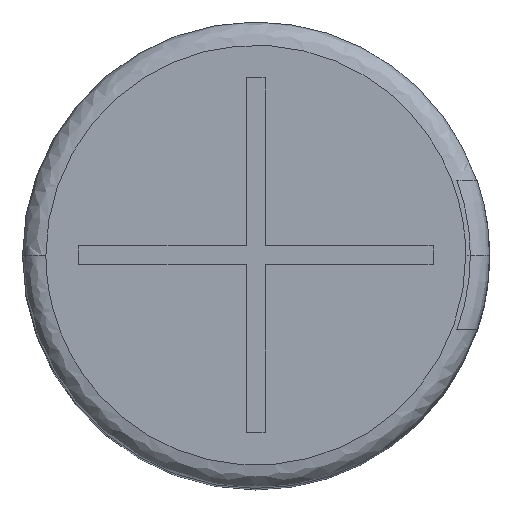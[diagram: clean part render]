
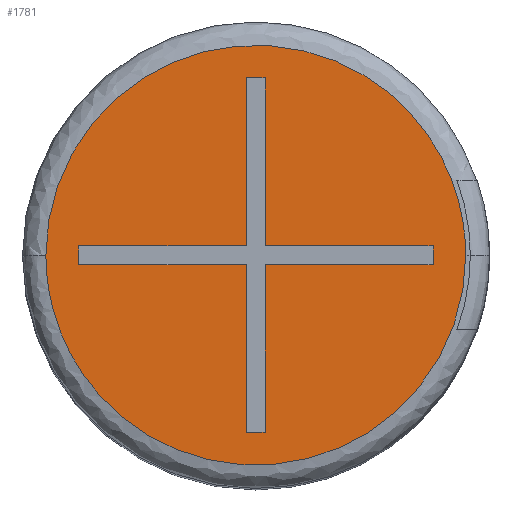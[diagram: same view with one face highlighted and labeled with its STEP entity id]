
A CAD part, top view. The second image highlights one B-rep face of the part: STEP entity #1781.
In plain terms, the highlighted planar face has unit normal (0, 0, 1).
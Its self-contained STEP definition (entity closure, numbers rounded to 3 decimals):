
#19 = ORIENTED_EDGE ( 'NONE', *, *, #2703, .F. ) ;
#71 = CARTESIAN_POINT ( 'NONE',  ( 4.5, -9., 20. ) ) ;
#88 = ORIENTED_EDGE ( 'NONE', *, *, #2513, .F. ) ;
#92 = VECTOR ( 'NONE', #2890, 1000. ) ;
#134 = CARTESIAN_POINT ( 'NONE',  ( -4.5, 9., 20. ) ) ;
#165 = CARTESIAN_POINT ( 'NONE',  ( -0.2, 3.8, 20. ) ) ;
#172 = ORIENTED_EDGE ( 'NONE', *, *, #2386, .F. ) ;
#185 = DIRECTION ( 'NONE',  ( 1., 0., 0. ) ) ;
#215 = FACE_OUTER_BOUND ( 'NONE', #2366, .T. ) ;
#216 = CARTESIAN_POINT ( 'NONE',  ( -3.8, 0.2, 20. ) ) ;
#229 = ORIENTED_EDGE ( 'NONE', *, *, #739, .F. ) ;
#239 = EDGE_CURVE ( 'NONE', #877, #2344, #583, .T. ) ;
#255 = CARTESIAN_POINT ( 'NONE',  ( 0.2, -0.2, 20. ) ) ;
#266 = AXIS2_PLACEMENT_3D ( 'NONE', #2765, #2722, #1008 ) ;
#351 = CARTESIAN_POINT ( 'NONE',  ( 0.2, 0., 20. ) ) ;
#424 = LINE ( 'NONE', #2622, #2217 ) ;
#480 = CARTESIAN_POINT ( 'NONE',  ( -0.2, -0.2, 20. ) ) ;
#484 = CARTESIAN_POINT ( 'NONE',  ( -0.2, -3.8, 20. ) ) ;
#519 = ORIENTED_EDGE ( 'NONE', *, *, #2174, .F. ) ;
#535 = VERTEX_POINT ( 'NONE', #2169 ) ;
#583 = LINE ( 'NONE', #1710, #1497 ) ;
#650 = EDGE_CURVE ( 'NONE', #3517, #884, #2493, .T. ) ;
#693 = CARTESIAN_POINT ( 'NONE',  ( 4.5, 9., 20. ) ) ;
#714 = LINE ( 'NONE', #2954, #3593 ) ;
#720 = CARTESIAN_POINT ( 'NONE',  ( 0., -0.2, 20. ) ) ;
#725 = VERTEX_POINT ( 'NONE', #2046 ) ;
#739 = EDGE_CURVE ( 'NONE', #884, #3517, #1604, .T. ) ;
#767 = CARTESIAN_POINT ( 'NONE',  ( -3.8, 0., 20. ) ) ;
#797 = CARTESIAN_POINT ( 'NONE',  ( 4.5, 0., 20. ) ) ;
#875 = EDGE_CURVE ( 'NONE', #1323, #3496, #928, .T. ) ;
#877 = VERTEX_POINT ( 'NONE', #909 ) ;
#884 = VERTEX_POINT ( 'NONE', #1408 ) ;
#909 = CARTESIAN_POINT ( 'NONE',  ( -3.8, -0.2, 20. ) ) ;
#916 = EDGE_CURVE ( 'NONE', #535, #1376, #1731, .T. ) ;
#928 = LINE ( 'NONE', #2865, #1367 ) ;
#964 = ORIENTED_EDGE ( 'NONE', *, *, #1617, .F. ) ;
#965 = CARTESIAN_POINT ( 'NONE',  ( 0., 0.2, 20. ) ) ;
#979 = DIRECTION ( 'NONE',  ( -1., 0., 0. ) ) ;
#1008 = DIRECTION ( 'NONE',  ( 0., 1., 0. ) ) ;
#1017 = EDGE_CURVE ( 'NONE', #3496, #877, #1366, .T. ) ;
#1176 = CARTESIAN_POINT ( 'NONE',  ( -4.5, 0., 20. ) ) ;
#1306 = ORIENTED_EDGE ( 'NONE', *, *, #3308, .F. ) ;
#1311 = VECTOR ( 'NONE', #1627, 1000. ) ;
#1323 = VERTEX_POINT ( 'NONE', #1888 ) ;
#1366 = LINE ( 'NONE', #767, #1823 ) ;
#1367 = VECTOR ( 'NONE', #3467, 1000. ) ;
#1376 = VERTEX_POINT ( 'NONE', #1626 ) ;
#1408 = CARTESIAN_POINT ( 'NONE',  ( -4.5, 0., 20. ) ) ;
#1418 = VERTEX_POINT ( 'NONE', #484 ) ;
#1425 = EDGE_LOOP ( 'NONE', ( #2614, #964, #172, #19, #3423, #1677, #2450, #519, #88, #2773, #1306, #2851 ) ) ;
#1438 = LINE ( 'NONE', #1457, #3647 ) ;
#1452 = DIRECTION ( 'NONE',  ( 0., 1., 0. ) ) ;
#1457 = CARTESIAN_POINT ( 'NONE',  ( 0., -3.8, 20. ) ) ;
#1497 = VECTOR ( 'NONE', #3190, 1000. ) ;
#1586 = VECTOR ( 'NONE', #979, 1000. ) ;
#1597 = PLANE ( 'NONE',  #266 ) ;
#1604 =( BOUNDED_CURVE ( )  B_SPLINE_CURVE ( 3, ( #1176, #134, #693, #3498 ),
 .UNSPECIFIED., .F., .F. ) 
 B_SPLINE_CURVE_WITH_KNOTS ( ( 4, 4 ),
 ( 0.5, 1. ),
 .UNSPECIFIED. ) 
 CURVE ( )  GEOMETRIC_REPRESENTATION_ITEM ( )  RATIONAL_B_SPLINE_CURVE ( ( 1., 0.333, 0.333, 1. ) ) 
 REPRESENTATION_ITEM ( '' )  );
#1617 = EDGE_CURVE ( 'NONE', #725, #2281, #424, .T. ) ;
#1626 = CARTESIAN_POINT ( 'NONE',  ( 0.2, 3.8, 20. ) ) ;
#1627 = DIRECTION ( 'NONE',  ( 0., 1., 0. ) ) ;
#1671 = VERTEX_POINT ( 'NONE', #2319 ) ;
#1677 = ORIENTED_EDGE ( 'NONE', *, *, #1017, .F. ) ;
#1710 = CARTESIAN_POINT ( 'NONE',  ( 0., -0.2, 20. ) ) ;
#1731 = LINE ( 'NONE', #351, #3589 ) ;
#1734 = DIRECTION ( 'NONE',  ( 0., -1., 0. ) ) ;
#1771 = EDGE_CURVE ( 'NONE', #2281, #2860, #2744, .T. ) ;
#1781 = ADVANCED_FACE ( 'NONE', ( #2166, #215 ), #1597, .F. ) ;
#1823 = VECTOR ( 'NONE', #1905, 1000. ) ;
#1849 = VECTOR ( 'NONE', #1734, 1000. ) ;
#1888 = CARTESIAN_POINT ( 'NONE',  ( -0.2, 0.2, 20. ) ) ;
#1905 = DIRECTION ( 'NONE',  ( 0., -1., 0. ) ) ;
#1914 = ORIENTED_EDGE ( 'NONE', *, *, #650, .F. ) ;
#2011 = LINE ( 'NONE', #2291, #1849 ) ;
#2026 = CARTESIAN_POINT ( 'NONE',  ( -4.5, 0., 20. ) ) ;
#2046 = CARTESIAN_POINT ( 'NONE',  ( 0.2, -3.8, 20. ) ) ;
#2109 = DIRECTION ( 'NONE',  ( 0., 1., 0. ) ) ;
#2135 = LINE ( 'NONE', #3620, #1311 ) ;
#2166 = FACE_BOUND ( 'NONE', #1425, .T. ) ;
#2169 = CARTESIAN_POINT ( 'NONE',  ( 0.2, 0.2, 20. ) ) ;
#2174 = EDGE_CURVE ( 'NONE', #3142, #1323, #2011, .T. ) ;
#2217 = VECTOR ( 'NONE', #2109, 1000. ) ;
#2281 = VERTEX_POINT ( 'NONE', #255 ) ;
#2291 = CARTESIAN_POINT ( 'NONE',  ( -0.2, 0., 20. ) ) ;
#2319 = CARTESIAN_POINT ( 'NONE',  ( 3.8, 0.2, 20. ) ) ;
#2344 = VERTEX_POINT ( 'NONE', #480 ) ;
#2366 = EDGE_LOOP ( 'NONE', ( #1914, #229 ) ) ;
#2383 = CARTESIAN_POINT ( 'NONE',  ( 3.8, -0.2, 20. ) ) ;
#2386 = EDGE_CURVE ( 'NONE', #1418, #725, #1438, .T. ) ;
#2416 = DIRECTION ( 'NONE',  ( -1., 0., 0. ) ) ;
#2450 = ORIENTED_EDGE ( 'NONE', *, *, #875, .F. ) ;
#2493 =( BOUNDED_CURVE ( )  B_SPLINE_CURVE ( 3, ( #2585, #71, #3461, #2026 ),
 .UNSPECIFIED., .F., .T. ) 
 B_SPLINE_CURVE_WITH_KNOTS ( ( 4, 4 ),
 ( 0., 0.5 ),
 .UNSPECIFIED. ) 
 CURVE ( )  GEOMETRIC_REPRESENTATION_ITEM ( )  RATIONAL_B_SPLINE_CURVE ( ( 1., 0.333, 0.333, 1. ) ) 
 REPRESENTATION_ITEM ( '' )  );
#2513 = EDGE_CURVE ( 'NONE', #1376, #3142, #714, .T. ) ;
#2584 = EDGE_CURVE ( 'NONE', #2860, #1671, #2135, .T. ) ;
#2585 = CARTESIAN_POINT ( 'NONE',  ( 4.5, 0., 20. ) ) ;
#2614 = ORIENTED_EDGE ( 'NONE', *, *, #1771, .F. ) ;
#2622 = CARTESIAN_POINT ( 'NONE',  ( 0.2, 0., 20. ) ) ;
#2703 = EDGE_CURVE ( 'NONE', #2344, #1418, #2844, .T. ) ;
#2722 = DIRECTION ( 'NONE',  ( 0., 0., -1. ) ) ;
#2744 = LINE ( 'NONE', #720, #3290 ) ;
#2765 = CARTESIAN_POINT ( 'NONE',  ( 0., 0., 20. ) ) ;
#2773 = ORIENTED_EDGE ( 'NONE', *, *, #916, .F. ) ;
#2844 = LINE ( 'NONE', #3151, #92 ) ;
#2851 = ORIENTED_EDGE ( 'NONE', *, *, #2584, .F. ) ;
#2860 = VERTEX_POINT ( 'NONE', #2383 ) ;
#2865 = CARTESIAN_POINT ( 'NONE',  ( 0., 0.2, 20. ) ) ;
#2890 = DIRECTION ( 'NONE',  ( 0., -1., 0. ) ) ;
#2954 = CARTESIAN_POINT ( 'NONE',  ( 0., 3.8, 20. ) ) ;
#3142 = VERTEX_POINT ( 'NONE', #165 ) ;
#3151 = CARTESIAN_POINT ( 'NONE',  ( -0.2, 0., 20. ) ) ;
#3190 = DIRECTION ( 'NONE',  ( 1., 0., 0. ) ) ;
#3290 = VECTOR ( 'NONE', #185, 1000. ) ;
#3308 = EDGE_CURVE ( 'NONE', #1671, #535, #3465, .T. ) ;
#3423 = ORIENTED_EDGE ( 'NONE', *, *, #239, .F. ) ;
#3433 = DIRECTION ( 'NONE',  ( 1., 0., 0. ) ) ;
#3461 = CARTESIAN_POINT ( 'NONE',  ( -4.5, -9., 20. ) ) ;
#3465 = LINE ( 'NONE', #965, #1586 ) ;
#3467 = DIRECTION ( 'NONE',  ( -1., 0., 0. ) ) ;
#3496 = VERTEX_POINT ( 'NONE', #216 ) ;
#3498 = CARTESIAN_POINT ( 'NONE',  ( 4.5, 0., 20. ) ) ;
#3517 = VERTEX_POINT ( 'NONE', #797 ) ;
#3589 = VECTOR ( 'NONE', #1452, 1000. ) ;
#3593 = VECTOR ( 'NONE', #2416, 1000. ) ;
#3620 = CARTESIAN_POINT ( 'NONE',  ( 3.8, 0., 20. ) ) ;
#3647 = VECTOR ( 'NONE', #3433, 1000. ) ;
